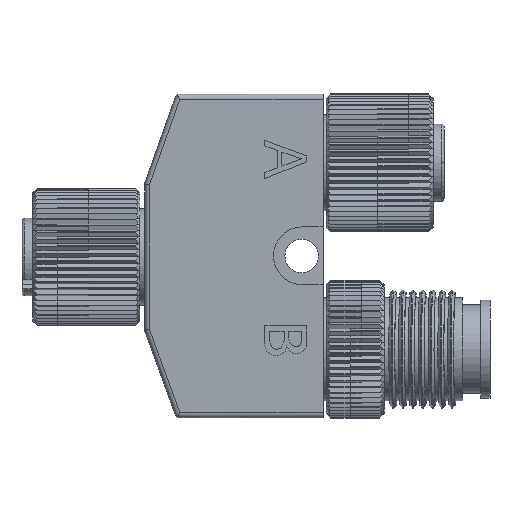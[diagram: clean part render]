
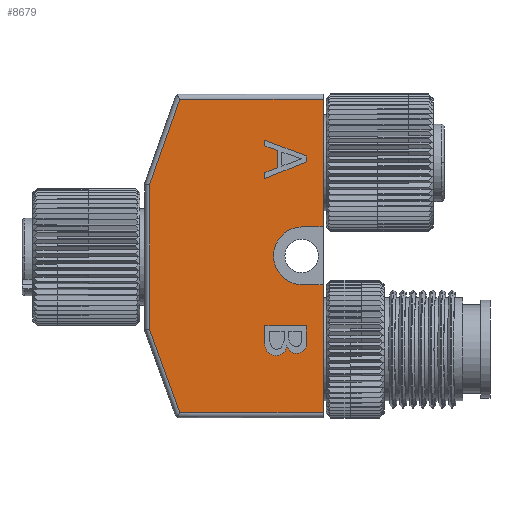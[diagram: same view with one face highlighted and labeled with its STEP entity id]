
A CAD part, left-side view. The second image highlights one B-rep face of the part: STEP entity #8679.
In plain terms, the highlighted planar face has unit normal (-1, 0, 0).
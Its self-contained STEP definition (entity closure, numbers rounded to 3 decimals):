
#871=FACE_BOUND('',#12604,.T.);
#872=FACE_BOUND('',#12605,.T.);
#873=FACE_BOUND('',#12606,.T.);
#3512=LINE('',#48181,#6627);
#3518=LINE('',#48193,#6633);
#3521=LINE('',#48199,#6636);
#3523=LINE('',#48203,#6638);
#3525=LINE('',#48207,#6640);
#3530=LINE('',#48217,#6645);
#3531=LINE('',#48219,#6646);
#3533=LINE('',#48223,#6648);
#3534=LINE('',#48225,#6649);
#3535=LINE('',#48228,#6650);
#3536=LINE('',#48230,#6651);
#3537=LINE('',#48232,#6652);
#3538=LINE('',#48234,#6653);
#3539=LINE('',#48236,#6654);
#3540=LINE('',#48238,#6655);
#3541=LINE('',#48242,#6656);
#3542=LINE('',#48244,#6657);
#3543=LINE('',#48248,#6658);
#3544=LINE('',#48250,#6659);
#3545=LINE('',#48252,#6660);
#6627=VECTOR('',#38268,1.);
#6633=VECTOR('',#38278,1.);
#6636=VECTOR('',#38283,1.);
#6638=VECTOR('',#38287,1.);
#6640=VECTOR('',#38291,1.);
#6645=VECTOR('',#38302,1.);
#6646=VECTOR('',#38305,1.);
#6648=VECTOR('',#38309,1.);
#6649=VECTOR('',#38312,1.);
#6650=VECTOR('',#38313,1.);
#6651=VECTOR('',#38314,1.);
#6652=VECTOR('',#38315,1.);
#6653=VECTOR('',#38316,1.);
#6654=VECTOR('',#38317,1.);
#6655=VECTOR('',#38318,1.);
#6656=VECTOR('',#38321,1.);
#6657=VECTOR('',#38322,1.);
#6658=VECTOR('',#38325,1.);
#6659=VECTOR('',#38326,1.);
#6660=VECTOR('',#38327,1.);
#8679=ADVANCED_FACE('',(#871,#872,#873),#9817,.F.);
#9817=PLANE('',#32208);
#12604=EDGE_LOOP('',(#18863,#18864,#18865,#18866,#18867,#18868,#18869,#18870,
#18871,#18872));
#12605=EDGE_LOOP('',(#18873,#18874,#18875,#18876,#18877));
#12606=EDGE_LOOP('',(#18878,#18879,#18880,#18881,#18882,#18883,#18884,#18885));
#18863=ORIENTED_EDGE('',*,*,#28090,.F.);
#18864=ORIENTED_EDGE('',*,*,#28091,.F.);
#18865=ORIENTED_EDGE('',*,*,#28092,.F.);
#18866=ORIENTED_EDGE('',*,*,#28093,.F.);
#18867=ORIENTED_EDGE('',*,*,#28094,.F.);
#18868=ORIENTED_EDGE('',*,*,#28095,.F.);
#18869=ORIENTED_EDGE('',*,*,#28096,.T.);
#18870=ORIENTED_EDGE('',*,*,#28097,.T.);
#18871=ORIENTED_EDGE('',*,*,#28098,.T.);
#18872=ORIENTED_EDGE('',*,*,#28099,.F.);
#18873=ORIENTED_EDGE('',*,*,#28100,.T.);
#18874=ORIENTED_EDGE('',*,*,#28101,.T.);
#18875=ORIENTED_EDGE('',*,*,#28102,.T.);
#18876=ORIENTED_EDGE('',*,*,#28103,.T.);
#18877=ORIENTED_EDGE('',*,*,#28104,.T.);
#18878=ORIENTED_EDGE('',*,*,#28086,.T.);
#18879=ORIENTED_EDGE('',*,*,#28068,.T.);
#18880=ORIENTED_EDGE('',*,*,#28089,.T.);
#18881=ORIENTED_EDGE('',*,*,#28087,.T.);
#18882=ORIENTED_EDGE('',*,*,#28074,.T.);
#18883=ORIENTED_EDGE('',*,*,#28077,.T.);
#18884=ORIENTED_EDGE('',*,*,#28079,.T.);
#18885=ORIENTED_EDGE('',*,*,#28081,.T.);
#23827=VERTEX_POINT('',#48182);
#23828=VERTEX_POINT('',#48183);
#23831=VERTEX_POINT('',#48194);
#23832=VERTEX_POINT('',#48195);
#23833=VERTEX_POINT('',#48200);
#23834=VERTEX_POINT('',#48204);
#23835=VERTEX_POINT('',#48208);
#23837=VERTEX_POINT('',#48220);
#23838=VERTEX_POINT('',#48226);
#23839=VERTEX_POINT('',#48227);
#23840=VERTEX_POINT('',#48229);
#23841=VERTEX_POINT('',#48231);
#23842=VERTEX_POINT('',#48233);
#23843=VERTEX_POINT('',#48235);
#23844=VERTEX_POINT('',#48237);
#23845=VERTEX_POINT('',#48239);
#23846=VERTEX_POINT('',#48241);
#23847=VERTEX_POINT('',#48243);
#23848=VERTEX_POINT('',#48246);
#23849=VERTEX_POINT('',#48247);
#23850=VERTEX_POINT('',#48249);
#23851=VERTEX_POINT('',#48251);
#23852=VERTEX_POINT('',#48253);
#28068=EDGE_CURVE('',#23827,#23828,#3512,.T.);
#28074=EDGE_CURVE('',#23831,#23832,#3518,.T.);
#28077=EDGE_CURVE('',#23832,#23833,#3521,.T.);
#28079=EDGE_CURVE('',#23833,#23834,#3523,.T.);
#28081=EDGE_CURVE('',#23834,#23835,#3525,.T.);
#28086=EDGE_CURVE('',#23835,#23827,#3530,.T.);
#28087=EDGE_CURVE('',#23837,#23831,#3531,.T.);
#28089=EDGE_CURVE('',#23828,#23837,#3533,.T.);
#28090=EDGE_CURVE('',#23838,#23839,#3534,.T.);
#28091=EDGE_CURVE('',#23840,#23838,#3535,.T.);
#28092=EDGE_CURVE('',#23841,#23840,#3536,.T.);
#28093=EDGE_CURVE('',#23842,#23841,#3537,.T.);
#28094=EDGE_CURVE('',#23843,#23842,#3538,.T.);
#28095=EDGE_CURVE('',#23844,#23843,#3539,.T.);
#28096=EDGE_CURVE('',#23844,#23845,#3540,.T.);
#28097=EDGE_CURVE('',#23845,#23846,#30294,.T.);
#28098=EDGE_CURVE('',#23846,#23847,#3541,.T.);
#28099=EDGE_CURVE('',#23839,#23847,#3542,.T.);
#28100=EDGE_CURVE('',#23848,#23849,#30295,.T.);
#28101=EDGE_CURVE('',#23849,#23850,#3543,.T.);
#28102=EDGE_CURVE('',#23850,#23851,#3544,.T.);
#28103=EDGE_CURVE('',#23851,#23852,#3545,.T.);
#28104=EDGE_CURVE('',#23852,#23848,#30296,.T.);
#30294=CIRCLE('',#32205,2.945);
#30295=CIRCLE('',#32206,1.122);
#30296=CIRCLE('',#32207,1.018);
#32205=AXIS2_PLACEMENT_3D('',#48240,#38319,#38320);
#32206=AXIS2_PLACEMENT_3D('',#48245,#38323,#38324);
#32207=AXIS2_PLACEMENT_3D('',#48254,#38328,#38329);
#32208=AXIS2_PLACEMENT_3D('',#48255,#38330,#38331);
#38268=DIRECTION('',(0.,0.926,-0.377));
#38278=DIRECTION('',(0.,0.,1.));
#38283=DIRECTION('',(0.,0.938,0.347));
#38287=DIRECTION('',(0.,0.,1.));
#38291=DIRECTION('',(0.,-0.935,-0.356));
#38302=DIRECTION('',(0.,0.,-1.));
#38305=DIRECTION('',(0.,-0.934,0.357));
#38309=DIRECTION('',(0.,0.,1.));
#38312=DIRECTION('',(0.,-1.,0.));
#38313=DIRECTION('',(0.,-0.333,0.943));
#38314=DIRECTION('',(0.,0.,1.));
#38315=DIRECTION('',(0.,0.34,0.941));
#38316=DIRECTION('',(0.,1.,0.));
#38317=DIRECTION('',(0.,0.,-1.));
#38318=DIRECTION('',(0.,1.,0.));
#38319=DIRECTION('',(1.,0.,0.));
#38320=DIRECTION('',(0.,-0.005,1.));
#38321=DIRECTION('',(0.,-1.,0.));
#38322=DIRECTION('',(0.,0.,-1.));
#38323=DIRECTION('',(1.,0.,0.));
#38324=DIRECTION('',(0.,-0.997,-0.079));
#38325=DIRECTION('',(0.,0.,1.));
#38326=DIRECTION('',(0.,-1.,0.));
#38327=DIRECTION('',(0.,0.,-1.));
#38328=DIRECTION('',(1.,0.,0.));
#38329=DIRECTION('',(0.,-0.955,-0.296));
#38330=DIRECTION('',(1.,0.,0.));
#38331=DIRECTION('',(0.,0.,1.));
#48181=CARTESIAN_POINT('',(-7.5,-24.435,7.858));
#48182=CARTESIAN_POINT('',(-7.5,-28.962,9.7));
#48183=CARTESIAN_POINT('',(-7.5,-24.761,7.991));
#48193=CARTESIAN_POINT('',(-7.5,-26.031,4.604));
#48194=CARTESIAN_POINT('',(-7.5,-26.031,9.104));
#48195=CARTESIAN_POINT('',(-7.5,-26.031,10.86));
#48199=CARTESIAN_POINT('',(-7.5,-26.147,10.817));
#48200=CARTESIAN_POINT('',(-7.5,-24.761,11.33));
#48203=CARTESIAN_POINT('',(-7.5,-24.761,5.717));
#48204=CARTESIAN_POINT('',(-7.5,-24.761,11.91));
#48207=CARTESIAN_POINT('',(-7.5,-25.654,11.571));
#48208=CARTESIAN_POINT('',(-7.5,-28.962,10.311));
#48217=CARTESIAN_POINT('',(-7.5,-28.962,5.208));
#48219=CARTESIAN_POINT('',(-7.5,-22.272,7.666));
#48220=CARTESIAN_POINT('',(-7.5,-24.761,8.618));
#48223=CARTESIAN_POINT('',(-7.5,-24.761,4.048));
#48225=CARTESIAN_POINT('',(-7.5,-19.021,16.106));
#48226=CARTESIAN_POINT('',(-7.5,-16.084,16.106));
#48227=CARTESIAN_POINT('',(-7.5,-30.697,16.106));
#48228=CARTESIAN_POINT('',(-7.5,-12.363,5.554));
#48229=CARTESIAN_POINT('',(-7.5,-13.,7.361));
#48230=CARTESIAN_POINT('',(-7.5,-13.,-3.671));
#48231=CARTESIAN_POINT('',(-7.5,-13.,-7.359));
#48232=CARTESIAN_POINT('',(-7.5,-13.945,-9.977));
#48233=CARTESIAN_POINT('',(-7.5,-16.081,-15.894));
#48234=CARTESIAN_POINT('',(-7.5,-26.504,-15.894));
#48235=CARTESIAN_POINT('',(-7.5,-30.697,-15.894));
#48236=CARTESIAN_POINT('',(-7.5,-30.697,16.606));
#48237=CARTESIAN_POINT('',(-7.5,-30.697,-2.817));
#48238=CARTESIAN_POINT('',(-7.5,-25.453,-2.817));
#48239=CARTESIAN_POINT('',(-7.5,-28.595,-2.817));
#48240=CARTESIAN_POINT('',(-7.5,-28.582,0.129));
#48241=CARTESIAN_POINT('',(-7.5,-28.595,3.074));
#48242=CARTESIAN_POINT('',(-7.5,-26.504,3.074));
#48243=CARTESIAN_POINT('',(-7.5,-30.697,3.074));
#48244=CARTESIAN_POINT('',(-7.5,-30.697,16.606));
#48245=CARTESIAN_POINT('',(-7.5,-25.889,-8.948));
#48246=CARTESIAN_POINT('',(-7.5,-27.007,-9.037));
#48247=CARTESIAN_POINT('',(-7.5,-24.77,-8.862));
#48248=CARTESIAN_POINT('',(-7.5,-24.77,-4.379));
#48249=CARTESIAN_POINT('',(-7.5,-24.77,-7.015));
#48250=CARTESIAN_POINT('',(-7.5,-23.541,-7.015));
#48251=CARTESIAN_POINT('',(-7.5,-28.975,-7.015));
#48252=CARTESIAN_POINT('',(-7.5,-28.975,-3.455));
#48253=CARTESIAN_POINT('',(-7.5,-28.975,-9.12));
#48254=CARTESIAN_POINT('',(-7.5,-28.002,-8.818));
#48255=CARTESIAN_POINT('',(-7.5,-22.312,0.104));
